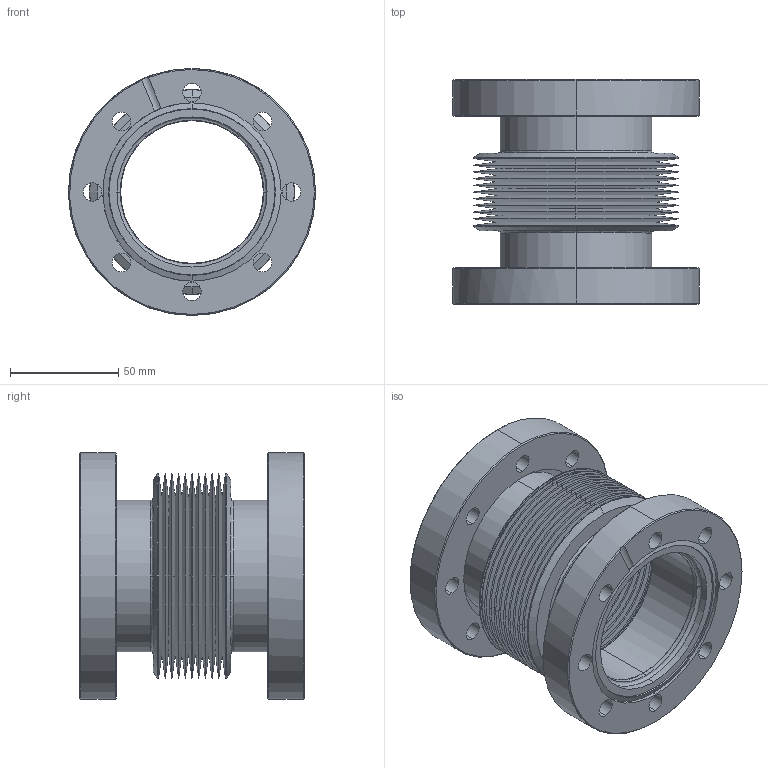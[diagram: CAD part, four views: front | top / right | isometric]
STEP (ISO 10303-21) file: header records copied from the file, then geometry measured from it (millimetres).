
FILE_DESCRIPTION (( 'STEP AP214' ), '1' );
FILE_NAME ('453-EWB-C63-50-LN.STEP', '2019-05-20T10:24:34', ( 'allectra' ), ( 'Microsoft' ), 'SwSTEP 2.0', 'SolidWorks 2014', '' );
FILE_SCHEMA (( 'AUTOMOTIVE_DESIGN' ));
Length unit declared in the file: millimetre
Products named in the file (1): 453-EWB-C63-50-LN
Bounding box: 114.3 x 104 x 114.3 mm (x, y, z)
Volume: 241495.9 mm3; surface area: 213722.5 mm2
Topology: 1 solids, 1 shells, 210 faces, 510 edges, 318 vertices
Faces by surface type: cone 108, cylinder 70, plane 20, bspline 12
Entity records: 9500 total; most frequent: CARTESIAN_POINT 1961, DIRECTION 1212, ORIENTED_EDGE 1020, AXIS2_PLACEMENT_3D 517, EDGE_CURVE 510, CIRCLE 318, VERTEX_POINT 318, EDGE_LOOP 260
